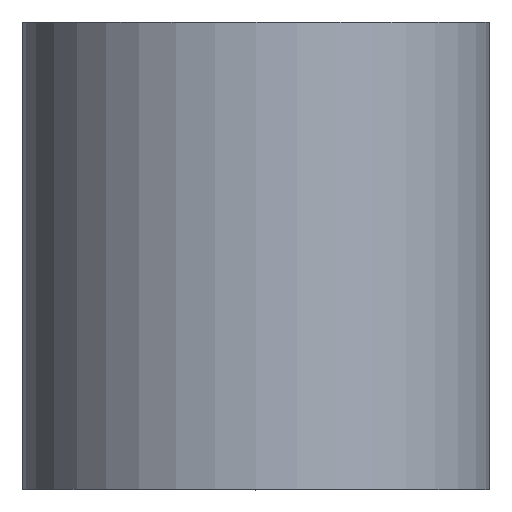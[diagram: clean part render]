
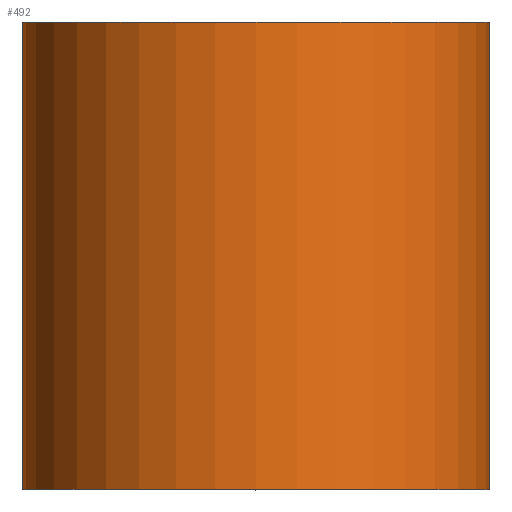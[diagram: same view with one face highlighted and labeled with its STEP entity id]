
A CAD part, top view. The second image highlights one B-rep face of the part: STEP entity #492.
In plain terms, the highlighted cylindrical face has radius 5 mm (diameter 10 mm), a partial arc.
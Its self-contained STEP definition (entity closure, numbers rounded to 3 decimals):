
#336=EDGE_CURVE('',#610,#498,#770,.T.);
#492=ADVANCED_FACE('',(#954),#955,.T.);
#498=VERTEX_POINT('',#961);
#530=VERTEX_POINT('',#996);
#532=EDGE_CURVE('',#624,#498,#998,.T.);
#534=EDGE_CURVE('',#624,#530,#1000,.T.);
#586=EDGE_CURVE('',#610,#530,#1055,.T.);
#610=VERTEX_POINT('',#1083);
#624=VERTEX_POINT('',#1102);
#770=CIRCLE('',#1276,5.0);
#954=FACE_OUTER_BOUND('',#1507,.T.);
#955=CYLINDRICAL_SURFACE('',#1508,5.0);
#961=CARTESIAN_POINT('',(-5.0,0.0,0.));
#996=CARTESIAN_POINT('',(5.0,10.0,0.0));
#998=LINE('',#1564,#1565);
#1000=CIRCLE('',#1568,5.0);
#1055=LINE('',#1643,#1644);
#1083=CARTESIAN_POINT('',(5.0,0.0,0.0));
#1102=CARTESIAN_POINT('',(-5.0,10.0,0.));
#1276=AXIS2_PLACEMENT_3D('',#1860,#1861,#1862);
#1507=EDGE_LOOP('',(#2115,#2116,#2117,#2118));
#1508=AXIS2_PLACEMENT_3D('',#2119,#2120,#2121);
#1564=CARTESIAN_POINT('',(-5.0,5.0,0.));
#1565=VECTOR('',#2149,1.0);
#1568=AXIS2_PLACEMENT_3D('',#2150,#2151,#2152);
#1643=CARTESIAN_POINT('',(5.0,5.0,0.));
#1644=VECTOR('',#2203,1.0);
#1860=CARTESIAN_POINT('',(0.0,0.0,0.0));
#1861=DIRECTION('',(0.0,-1.0,0.0));
#1862=DIRECTION('',(1.0,0.0,0.0));
#2115=ORIENTED_EDGE('',*,*,#586,.T.);
#2116=ORIENTED_EDGE('',*,*,#534,.F.);
#2117=ORIENTED_EDGE('',*,*,#532,.T.);
#2118=ORIENTED_EDGE('',*,*,#336,.F.);
#2119=CARTESIAN_POINT('',(0.0,5.0,0.0));
#2120=DIRECTION('',(0.0,-1.0,-0.0));
#2121=DIRECTION('',(1.0,0.0,0.0));
#2149=DIRECTION('',(-0.0,-1.0,-0.0));
#2150=CARTESIAN_POINT('',(0.0,10.0,0.0));
#2151=DIRECTION('',(-0.0,1.0,0.0));
#2152=DIRECTION('',(1.0,0.0,0.0));
#2203=DIRECTION('',(0.0,1.0,0.0));
